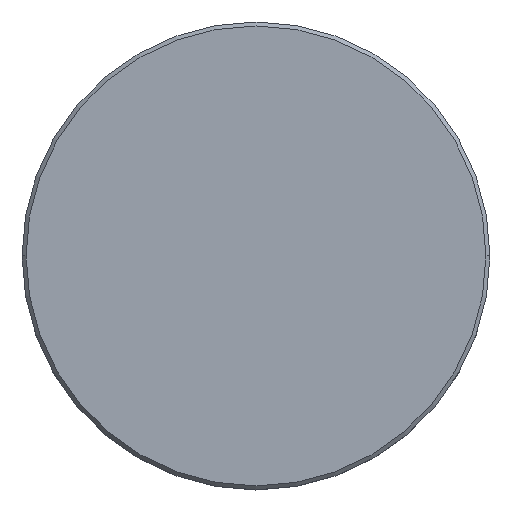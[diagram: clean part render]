
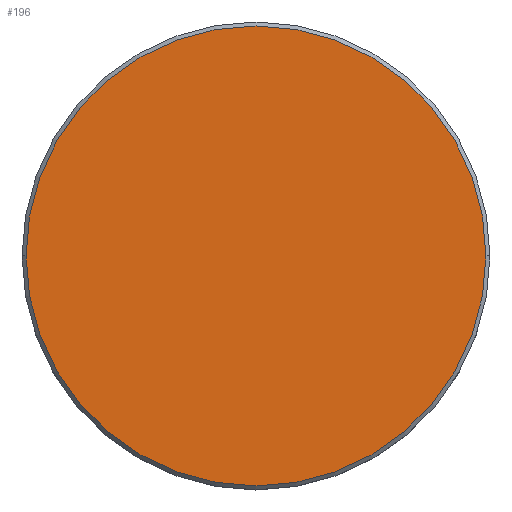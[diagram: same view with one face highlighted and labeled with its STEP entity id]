
A CAD part, top view. The second image highlights one B-rep face of the part: STEP entity #196.
In plain terms, the highlighted planar face has unit normal (0, 0, 1).
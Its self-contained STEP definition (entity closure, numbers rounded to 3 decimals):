
#14 = CARTESIAN_POINT ( 'NONE',  ( 0., 0., 0. ) ) ;
#45 = DIRECTION ( 'NONE',  ( 1., 0., 0. ) ) ;
#109 = AXIS2_PLACEMENT_3D ( 'NONE', #14, #124, #764 ) ;
#121 = VERTEX_POINT ( 'NONE', #509 ) ;
#124 = DIRECTION ( 'NONE',  ( 0., 0., 1. ) ) ;
#196 = ADVANCED_FACE ( 'NONE', ( #699 ), #442, .T. ) ;
#235 = VERTEX_POINT ( 'NONE', #904 ) ;
#431 = CARTESIAN_POINT ( 'NONE',  ( 0., 0., 0. ) ) ;
#442 = PLANE ( 'NONE',  #606 ) ;
#503 = CARTESIAN_POINT ( 'NONE',  ( 0., 0., 0. ) ) ;
#509 = CARTESIAN_POINT ( 'NONE',  ( -29., 0., 0. ) ) ;
#605 = DIRECTION ( 'NONE',  ( 0., 0., 1. ) ) ;
#606 = AXIS2_PLACEMENT_3D ( 'NONE', #431, #605, #1061 ) ;
#628 = CIRCLE ( 'NONE', #109, 29. ) ;
#649 = EDGE_LOOP ( 'NONE', ( #1015, #805 ) ) ;
#668 = AXIS2_PLACEMENT_3D ( 'NONE', #503, #876, #45 ) ;
#699 = FACE_OUTER_BOUND ( 'NONE', #649, .T. ) ;
#764 = DIRECTION ( 'NONE',  ( 1., 0., 0. ) ) ;
#805 = ORIENTED_EDGE ( 'NONE', *, *, #940, .T. ) ;
#845 = CIRCLE ( 'NONE', #668, 29. ) ;
#876 = DIRECTION ( 'NONE',  ( 0., 0., 1. ) ) ;
#904 = CARTESIAN_POINT ( 'NONE',  ( 29., 0., 0. ) ) ;
#940 = EDGE_CURVE ( 'NONE', #235, #121, #628, .T. ) ;
#1015 = ORIENTED_EDGE ( 'NONE', *, *, #1093, .T. ) ;
#1061 = DIRECTION ( 'NONE',  ( 1., 0., 0. ) ) ;
#1093 = EDGE_CURVE ( 'NONE', #121, #235, #845, .T. ) ;
